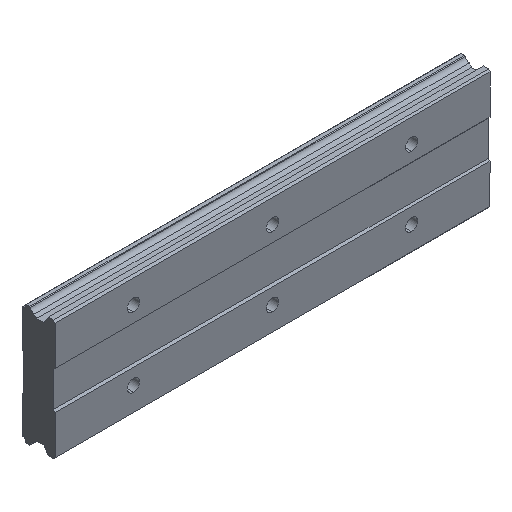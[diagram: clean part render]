
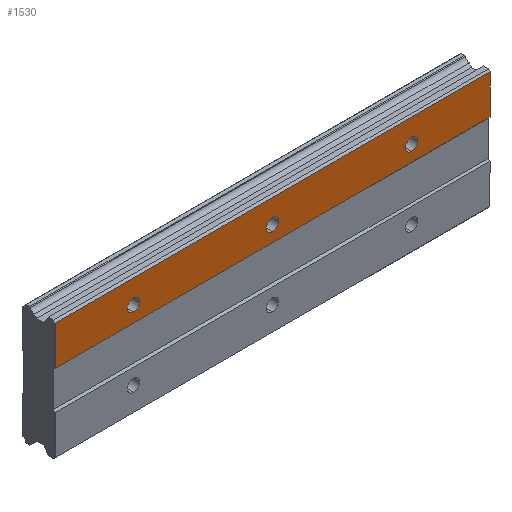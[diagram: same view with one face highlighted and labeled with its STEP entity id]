
A CAD part, isometric view. The second image highlights one B-rep face of the part: STEP entity #1530.
In plain terms, the highlighted planar face has unit normal (0, -1, 0).
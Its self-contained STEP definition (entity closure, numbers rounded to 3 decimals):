
#53 = CARTESIAN_POINT ( 'NONE',  ( 160., 0., 20. ) ) ;
#54 = ORIENTED_EDGE ( 'NONE', *, *, #528, .F. ) ;
#87 = AXIS2_PLACEMENT_3D ( 'NONE', #1493, #1811, #1172 ) ;
#117 = CARTESIAN_POINT ( 'NONE',  ( 205., 0., 33.5 ) ) ;
#136 = CARTESIAN_POINT ( 'NONE',  ( 0., 0., 20. ) ) ;
#141 = CARTESIAN_POINT ( 'NONE',  ( 0., 0., 23.5 ) ) ;
#142 = EDGE_CURVE ( 'NONE', #804, #821, #1405, .T. ) ;
#156 = DIRECTION ( 'NONE',  ( 0., 0., 1. ) ) ;
#165 = EDGE_CURVE ( 'NONE', #466, #404, #1884, .T. ) ;
#208 = ORIENTED_EDGE ( 'NONE', *, *, #2027, .F. ) ;
#255 = VERTEX_POINT ( 'NONE', #283 ) ;
#256 = VECTOR ( 'NONE', #1274, 1000. ) ;
#265 = VERTEX_POINT ( 'NONE', #1671 ) ;
#283 = CARTESIAN_POINT ( 'NONE',  ( 80., 0., 23.5 ) ) ;
#298 = EDGE_CURVE ( 'NONE', #265, #518, #1967, .T. ) ;
#339 = LINE ( 'NONE', #1138, #256 ) ;
#345 = CARTESIAN_POINT ( 'NONE',  ( 205., 0., 11. ) ) ;
#404 = VERTEX_POINT ( 'NONE', #1853 ) ;
#411 = FACE_BOUND ( 'NONE', #1642, .T. ) ;
#429 = EDGE_CURVE ( 'NONE', #821, #804, #1789, .T. ) ;
#466 = VERTEX_POINT ( 'NONE', #1297 ) ;
#492 = DIRECTION ( 'NONE',  ( -1., 0., 0. ) ) ;
#518 = VERTEX_POINT ( 'NONE', #1767 ) ;
#528 = EDGE_CURVE ( 'NONE', #404, #466, #1238, .T. ) ;
#560 = FACE_OUTER_BOUND ( 'NONE', #882, .T. ) ;
#589 = ORIENTED_EDGE ( 'NONE', *, *, #298, .F. ) ;
#625 = DIRECTION ( 'NONE',  ( 0., -1., 0. ) ) ;
#672 = DIRECTION ( 'NONE',  ( 0., -1., 0. ) ) ;
#673 = VECTOR ( 'NONE', #492, 1000. ) ;
#697 = CARTESIAN_POINT ( 'NONE',  ( 80., 0., 20. ) ) ;
#735 = AXIS2_PLACEMENT_3D ( 'NONE', #2004, #625, #2013 ) ;
#799 = CIRCLE ( 'NONE', #735, 3.5 ) ;
#804 = VERTEX_POINT ( 'NONE', #1052 ) ;
#806 = ORIENTED_EDGE ( 'NONE', *, *, #142, .F. ) ;
#821 = VERTEX_POINT ( 'NONE', #141 ) ;
#842 = AXIS2_PLACEMENT_3D ( 'NONE', #53, #672, #1580 ) ;
#844 = EDGE_LOOP ( 'NONE', ( #1053, #806 ) ) ;
#882 = EDGE_LOOP ( 'NONE', ( #1567, #589, #208, #908 ) ) ;
#888 = CARTESIAN_POINT ( 'NONE',  ( 0., 0., 20. ) ) ;
#889 = FACE_BOUND ( 'NONE', #844, .T. ) ;
#908 = ORIENTED_EDGE ( 'NONE', *, *, #1999, .T. ) ;
#922 = CARTESIAN_POINT ( 'NONE',  ( 80., 0., 16.5 ) ) ;
#940 = CARTESIAN_POINT ( 'NONE',  ( -45., 0., 11. ) ) ;
#997 = AXIS2_PLACEMENT_3D ( 'NONE', #697, #1650, #1860 ) ;
#1025 = EDGE_CURVE ( 'NONE', #255, #1042, #1365, .T. ) ;
#1030 = DIRECTION ( 'NONE',  ( 0., 0., 1. ) ) ;
#1031 = DIRECTION ( 'NONE',  ( 0., 1., 0. ) ) ;
#1042 = VERTEX_POINT ( 'NONE', #922 ) ;
#1052 = CARTESIAN_POINT ( 'NONE',  ( 0., 0., 16.5 ) ) ;
#1053 = ORIENTED_EDGE ( 'NONE', *, *, #429, .F. ) ;
#1077 = CARTESIAN_POINT ( 'NONE',  ( -45., 0., 33.5 ) ) ;
#1138 = CARTESIAN_POINT ( 'NONE',  ( -45., 0., 34.482 ) ) ;
#1145 = EDGE_CURVE ( 'NONE', #518, #1270, #1726, .T. ) ;
#1172 = DIRECTION ( 'NONE',  ( 0., 0., 1. ) ) ;
#1181 = ORIENTED_EDGE ( 'NONE', *, *, #165, .F. ) ;
#1183 = DIRECTION ( 'NONE',  ( 0., -1., 0. ) ) ;
#1238 = CIRCLE ( 'NONE', #842, 3.5 ) ;
#1270 = VERTEX_POINT ( 'NONE', #940 ) ;
#1274 = DIRECTION ( 'NONE',  ( 0., 0., -1. ) ) ;
#1297 = CARTESIAN_POINT ( 'NONE',  ( 160., 0., 23.5 ) ) ;
#1351 = CARTESIAN_POINT ( 'NONE',  ( 205., 0., 34.482 ) ) ;
#1365 = CIRCLE ( 'NONE', #997, 3.5 ) ;
#1382 = EDGE_LOOP ( 'NONE', ( #1181, #54 ) ) ;
#1405 = CIRCLE ( 'NONE', #1793, 3.5 ) ;
#1419 = DIRECTION ( 'NONE',  ( 1., 0., 0. ) ) ;
#1450 = LINE ( 'NONE', #1924, #1886 ) ;
#1460 = ORIENTED_EDGE ( 'NONE', *, *, #1025, .F. ) ;
#1493 = CARTESIAN_POINT ( 'NONE',  ( 160., 0., 20. ) ) ;
#1497 = VECTOR ( 'NONE', #1737, 1000. ) ;
#1507 = PLANE ( 'NONE',  #1561 ) ;
#1530 = ADVANCED_FACE ( 'NONE', ( #560, #889, #1812, #411 ), #1507, .F. ) ;
#1531 = AXIS2_PLACEMENT_3D ( 'NONE', #136, #1866, #156 ) ;
#1561 = AXIS2_PLACEMENT_3D ( 'NONE', #117, #1031, #1662 ) ;
#1567 = ORIENTED_EDGE ( 'NONE', *, *, #1145, .F. ) ;
#1580 = DIRECTION ( 'NONE',  ( 0., 0., 1. ) ) ;
#1642 = EDGE_LOOP ( 'NONE', ( #1460, #2021 ) ) ;
#1650 = DIRECTION ( 'NONE',  ( 0., -1., 0. ) ) ;
#1662 = DIRECTION ( 'NONE',  ( 0., 0., 1. ) ) ;
#1671 = CARTESIAN_POINT ( 'NONE',  ( 205., 0., 33.5 ) ) ;
#1726 = LINE ( 'NONE', #345, #673 ) ;
#1737 = DIRECTION ( 'NONE',  ( 0., 0., -1. ) ) ;
#1767 = CARTESIAN_POINT ( 'NONE',  ( 205., 0., 11. ) ) ;
#1789 = CIRCLE ( 'NONE', #1531, 3.5 ) ;
#1793 = AXIS2_PLACEMENT_3D ( 'NONE', #888, #1183, #1030 ) ;
#1811 = DIRECTION ( 'NONE',  ( 0., -1., 0. ) ) ;
#1812 = FACE_BOUND ( 'NONE', #1382, .T. ) ;
#1831 = EDGE_CURVE ( 'NONE', #1042, #255, #799, .T. ) ;
#1853 = CARTESIAN_POINT ( 'NONE',  ( 160., 0., 16.5 ) ) ;
#1860 = DIRECTION ( 'NONE',  ( 0., 0., 1. ) ) ;
#1866 = DIRECTION ( 'NONE',  ( 0., -1., 0. ) ) ;
#1884 = CIRCLE ( 'NONE', #87, 3.5 ) ;
#1886 = VECTOR ( 'NONE', #1419, 1000. ) ;
#1924 = CARTESIAN_POINT ( 'NONE',  ( 205., 0., 33.5 ) ) ;
#1950 = VERTEX_POINT ( 'NONE', #1077 ) ;
#1967 = LINE ( 'NONE', #1351, #1497 ) ;
#1999 = EDGE_CURVE ( 'NONE', #1950, #1270, #339, .T. ) ;
#2004 = CARTESIAN_POINT ( 'NONE',  ( 80., 0., 20. ) ) ;
#2013 = DIRECTION ( 'NONE',  ( 0., 0., 1. ) ) ;
#2021 = ORIENTED_EDGE ( 'NONE', *, *, #1831, .F. ) ;
#2027 = EDGE_CURVE ( 'NONE', #1950, #265, #1450, .T. ) ;
